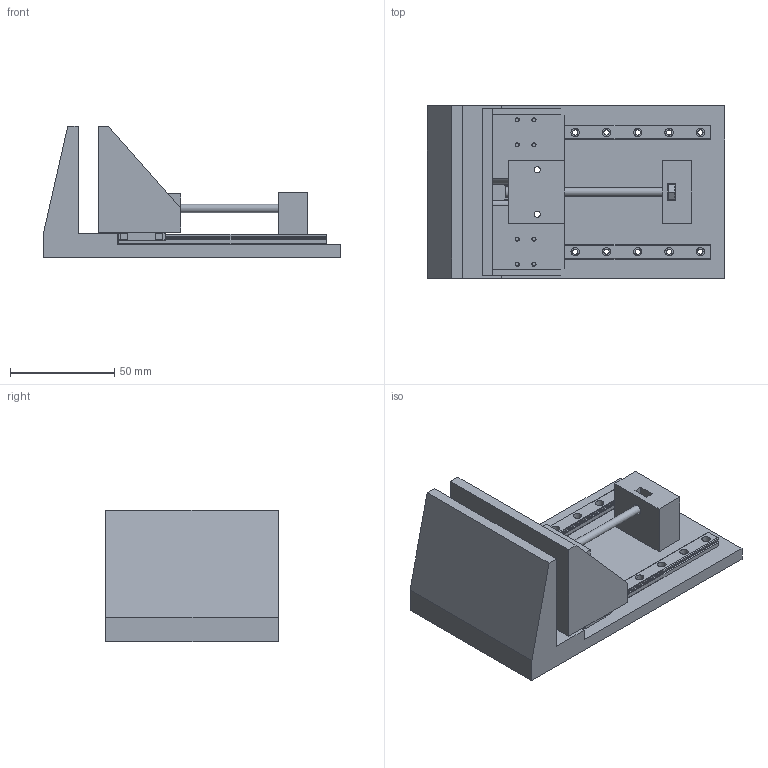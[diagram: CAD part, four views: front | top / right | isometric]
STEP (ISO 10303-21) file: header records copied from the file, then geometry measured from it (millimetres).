
FILE_DESCRIPTION(/* description */ (''),/* implementation_level */ '2;1');
FILE_NAME(/* name */ 'Linear Slide Gripper v2.step',/* time_stamp */ '2018-09-09T17:47:39-04:00',/* author */ ('Xaveagle'),/* organization */ (''),/* preprocessor_version */ 'ST-DEVELOPER v17.2',/* originating_system */ 'Autodesk Translation Framework v7.6.0.251',/* authorisation */ '');
FILE_SCHEMA (('AUTOMOTIVE_DESIGN { 1 0 10303 214 3 1 1 }'));
Length unit declared in the file: millimetre
Products named in the file (10): Linear Slide Gripper; Linear Slide v2 v1; Linear Slide; Carriage; Linear Slide v2 v1 (1); Linear Slide (1); Carriage (1); Top Gripper; Pololu - 1_250 Micro gear motor v2; 92497A250
Assembly tree (9 placements, depth 3):
  Linear Slide Gripper
    Linear Slide v2 v1
      Linear Slide
      Carriage
    Linear Slide v2 v1 (1)
      Linear Slide (1)
      Carriage (1)
    Top Gripper
    Pololu - 1_250 Micro gear motor v2
    92497A250
Bounding box: 142.4 x 82.55 x 63.15 mm (x, y, z)
Volume: 214945.8 mm3; surface area: 74055.9 mm2
Topology: 31 solids, 31 shells, 585 faces, 1435 edges, 948 vertices
Faces by surface type: plane 395, cylinder 168, cone 20, bspline 2
Full cylindrical faces by diameter (mm): 0.5 x2, 0.76 x6, 1 x12, 1.4 x2, 1.5 x12, 1.6 x2, 1.623 x8, 2 x12, 2.5 x28, 2.65 x2, 2.94 x1, 3 x13, 3.091 x2, 3.9 x1, 4 x18, 5 x3, 5.5 x4
Entity records: 18665 total; most frequent: CARTESIAN_POINT 3877, DIRECTION 2987, ORIENTED_EDGE 2870, EDGE_CURVE 1435, AXIS2_PLACEMENT_3D 998, LINE 991, VECTOR 991, VERTEX_POINT 948
